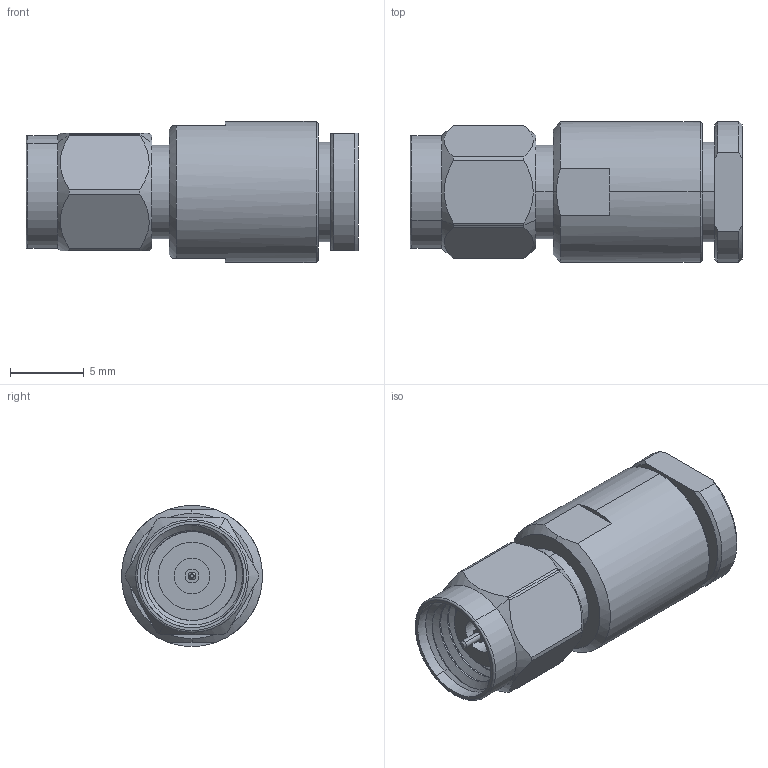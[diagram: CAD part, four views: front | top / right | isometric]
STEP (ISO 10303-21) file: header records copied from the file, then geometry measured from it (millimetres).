
FILE_DESCRIPTION (( 'STEP AP214' ), '1' );
FILE_NAME ('PE45701_3D.STEP', '2021-09-09T17:43:22', ( '' ), ( '' ), 'SwSTEP 2.0', 'SolidWorks 2021', '' );
FILE_SCHEMA (( 'AUTOMOTIVE_DESIGN' ));
Length unit declared in the file: inch
Products named in the file (1): PE45701_3D
Bounding box: 22.47 x 9.54 x 9.54 mm (x, y, z)
Volume: 1209.9 mm3; surface area: 1034.3 mm2
Topology: 1 solids, 1 shells, 85 faces, 206 edges, 133 vertices
Faces by surface type: cylinder 37, plane 24, cone 19, bspline 3, torus 2
Entity records: 3620 total; most frequent: CARTESIAN_POINT 1642, ORIENTED_EDGE 412, DIRECTION 404, EDGE_CURVE 206, AXIS2_PLACEMENT_3D 168, VERTEX_POINT 133, EDGE_LOOP 95, FACE_OUTER_BOUND 85
